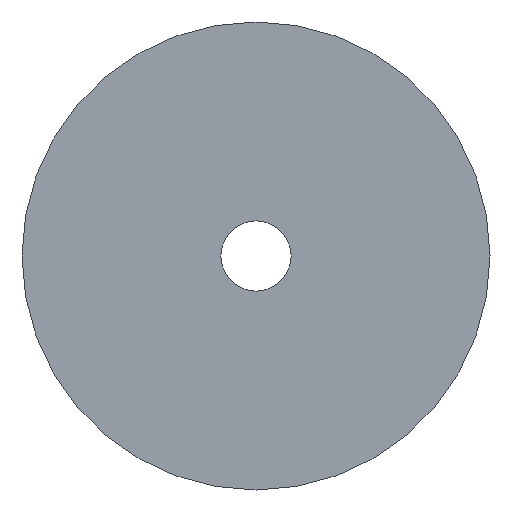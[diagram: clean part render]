
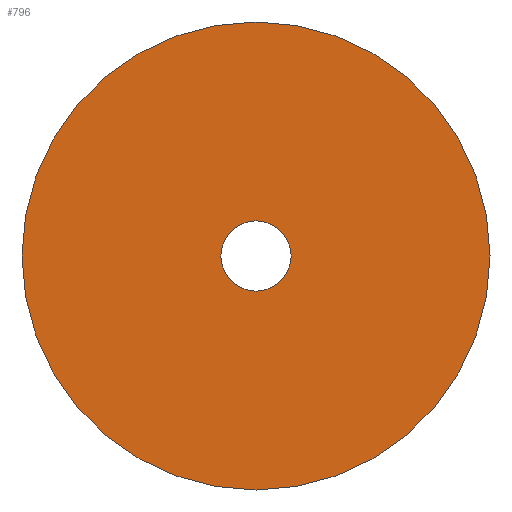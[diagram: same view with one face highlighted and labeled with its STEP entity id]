
A CAD part, front view. The second image highlights one B-rep face of the part: STEP entity #796.
In plain terms, the highlighted planar face has unit normal (0, -1, 0).
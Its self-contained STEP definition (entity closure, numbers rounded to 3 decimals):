
#9 = CARTESIAN_POINT ( 'NONE',  ( 0., 0., 1.5 ) ) ;
#25 = CIRCLE ( 'NONE', #393, 1.5 ) ;
#51 = AXIS2_PLACEMENT_3D ( 'NONE', #451, #302, #854 ) ;
#62 = CIRCLE ( 'NONE', #406, 10. ) ;
#82 = DIRECTION ( 'NONE',  ( 0., 0., 1. ) ) ;
#107 = EDGE_CURVE ( 'NONE', #389, #275, #598, .T. ) ;
#126 = CARTESIAN_POINT ( 'NONE',  ( 0., 0., -10. ) ) ;
#141 = FACE_OUTER_BOUND ( 'NONE', #338, .T. ) ;
#149 = DIRECTION ( 'NONE',  ( 0., 1., 0. ) ) ;
#223 = DIRECTION ( 'NONE',  ( 0., 1., 0. ) ) ;
#241 = EDGE_CURVE ( 'NONE', #275, #389, #25, .T. ) ;
#257 = VERTEX_POINT ( 'NONE', #583 ) ;
#275 = VERTEX_POINT ( 'NONE', #847 ) ;
#302 = DIRECTION ( 'NONE',  ( 0., 1., 0. ) ) ;
#327 = CIRCLE ( 'NONE', #671, 10. ) ;
#338 = EDGE_LOOP ( 'NONE', ( #351, #496 ) ) ;
#351 = ORIENTED_EDGE ( 'NONE', *, *, #657, .F. ) ;
#381 = DIRECTION ( 'NONE',  ( 0., 0., 1. ) ) ;
#389 = VERTEX_POINT ( 'NONE', #9 ) ;
#393 = AXIS2_PLACEMENT_3D ( 'NONE', #509, #720, #381 ) ;
#406 = AXIS2_PLACEMENT_3D ( 'NONE', #692, #223, #607 ) ;
#419 = DIRECTION ( 'NONE',  ( 0., 0., 1. ) ) ;
#446 = VERTEX_POINT ( 'NONE', #126 ) ;
#451 = CARTESIAN_POINT ( 'NONE',  ( 0., 0., 0. ) ) ;
#496 = ORIENTED_EDGE ( 'NONE', *, *, #696, .F. ) ;
#509 = CARTESIAN_POINT ( 'NONE',  ( 0., 0., 0. ) ) ;
#577 = ORIENTED_EDGE ( 'NONE', *, *, #107, .T. ) ;
#583 = CARTESIAN_POINT ( 'NONE',  ( 0., 0., 10. ) ) ;
#598 = CIRCLE ( 'NONE', #51, 1.5 ) ;
#603 = AXIS2_PLACEMENT_3D ( 'NONE', #819, #823, #419 ) ;
#607 = DIRECTION ( 'NONE',  ( 0., 0., 1. ) ) ;
#611 = PLANE ( 'NONE',  #603 ) ;
#657 = EDGE_CURVE ( 'NONE', #446, #257, #62, .T. ) ;
#671 = AXIS2_PLACEMENT_3D ( 'NONE', #687, #149, #82 ) ;
#687 = CARTESIAN_POINT ( 'NONE',  ( 0., 0., 0. ) ) ;
#692 = CARTESIAN_POINT ( 'NONE',  ( 0., 0., 0. ) ) ;
#696 = EDGE_CURVE ( 'NONE', #257, #446, #327, .T. ) ;
#720 = DIRECTION ( 'NONE',  ( 0., 1., 0. ) ) ;
#722 = EDGE_LOOP ( 'NONE', ( #577, #740 ) ) ;
#740 = ORIENTED_EDGE ( 'NONE', *, *, #241, .T. ) ;
#749 = FACE_BOUND ( 'NONE', #722, .T. ) ;
#796 = ADVANCED_FACE ( 'NONE', ( #141, #749 ), #611, .F. ) ;
#819 = CARTESIAN_POINT ( 'NONE',  ( 1.5, 0., 0. ) ) ;
#823 = DIRECTION ( 'NONE',  ( 0., 1., 0. ) ) ;
#847 = CARTESIAN_POINT ( 'NONE',  ( 0., 0., -1.5 ) ) ;
#854 = DIRECTION ( 'NONE',  ( 0., 0., 1. ) ) ;
